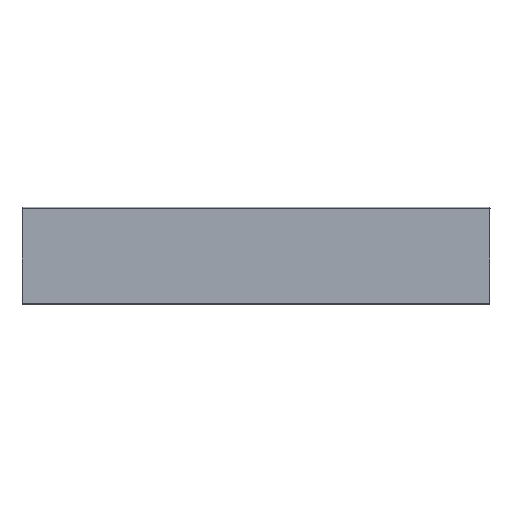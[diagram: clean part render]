
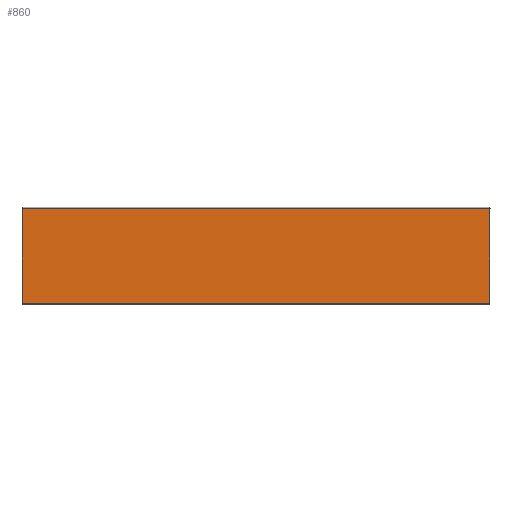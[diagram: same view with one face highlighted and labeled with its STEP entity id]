
A CAD part, top view. The second image highlights one B-rep face of the part: STEP entity #860.
In plain terms, the highlighted planar face has unit normal (0, 0, 1).
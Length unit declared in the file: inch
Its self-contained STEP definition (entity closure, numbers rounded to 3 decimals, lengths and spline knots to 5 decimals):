
#49 = VECTOR ( 'NONE', #1052, 39.37008 ) ;
#152 = EDGE_CURVE ( 'NONE', #1126, #475, #1358, .T. ) ;
#185 = DIRECTION ( 'NONE',  ( -1., 0., 0. ) ) ;
#298 = DIRECTION ( 'NONE',  ( 0., -1., 0. ) ) ;
#383 = DIRECTION ( 'NONE',  ( 0., 0., -1. ) ) ;
#441 = AXIS2_PLACEMENT_3D ( 'NONE', #1517, #383, #185 ) ;
#475 = VERTEX_POINT ( 'NONE', #1444 ) ;
#547 = EDGE_CURVE ( 'NONE', #1074, #475, #1853, .T. ) ;
#634 = CARTESIAN_POINT ( 'NONE',  ( 24., -4.844, 3. ) ) ;
#647 = VERTEX_POINT ( 'NONE', #1797 ) ;
#743 = VECTOR ( 'NONE', #2110, 39.37008 ) ;
#860 = ADVANCED_FACE ( 'NONE', ( #1155 ), #2111, .F. ) ;
#1020 = CARTESIAN_POINT ( 'NONE',  ( -24., 4.844, 3. ) ) ;
#1052 = DIRECTION ( 'NONE',  ( 0., -1., 0. ) ) ;
#1074 = VERTEX_POINT ( 'NONE', #1020 ) ;
#1082 = VECTOR ( 'NONE', #1916, 39.37008 ) ;
#1126 = VERTEX_POINT ( 'NONE', #1271 ) ;
#1143 = ORIENTED_EDGE ( 'NONE', *, *, #152, .F. ) ;
#1155 = FACE_OUTER_BOUND ( 'NONE', #1219, .T. ) ;
#1219 = EDGE_LOOP ( 'NONE', ( #1427, #1143, #2254, #2413 ) ) ;
#1271 = CARTESIAN_POINT ( 'NONE',  ( 24., -4.844, 3. ) ) ;
#1358 = LINE ( 'NONE', #2308, #743 ) ;
#1419 = EDGE_CURVE ( 'NONE', #647, #1126, #2018, .T. ) ;
#1427 = ORIENTED_EDGE ( 'NONE', *, *, #547, .T. ) ;
#1444 = CARTESIAN_POINT ( 'NONE',  ( -24., -4.844, 3. ) ) ;
#1517 = CARTESIAN_POINT ( 'NONE',  ( 24., -4.844, 3. ) ) ;
#1536 = LINE ( 'NONE', #2457, #1082 ) ;
#1797 = CARTESIAN_POINT ( 'NONE',  ( 24., 4.844, 3. ) ) ;
#1853 = LINE ( 'NONE', #2061, #1901 ) ;
#1901 = VECTOR ( 'NONE', #298, 39.37008 ) ;
#1916 = DIRECTION ( 'NONE',  ( -1., 0., 0. ) ) ;
#2018 = LINE ( 'NONE', #634, #49 ) ;
#2021 = EDGE_CURVE ( 'NONE', #647, #1074, #1536, .T. ) ;
#2061 = CARTESIAN_POINT ( 'NONE',  ( -24., -4.844, 3. ) ) ;
#2110 = DIRECTION ( 'NONE',  ( -1., 0., 0. ) ) ;
#2111 = PLANE ( 'NONE',  #441 ) ;
#2254 = ORIENTED_EDGE ( 'NONE', *, *, #1419, .F. ) ;
#2308 = CARTESIAN_POINT ( 'NONE',  ( 24., -4.844, 3. ) ) ;
#2413 = ORIENTED_EDGE ( 'NONE', *, *, #2021, .T. ) ;
#2457 = CARTESIAN_POINT ( 'NONE',  ( 24., 4.844, 3. ) ) ;
